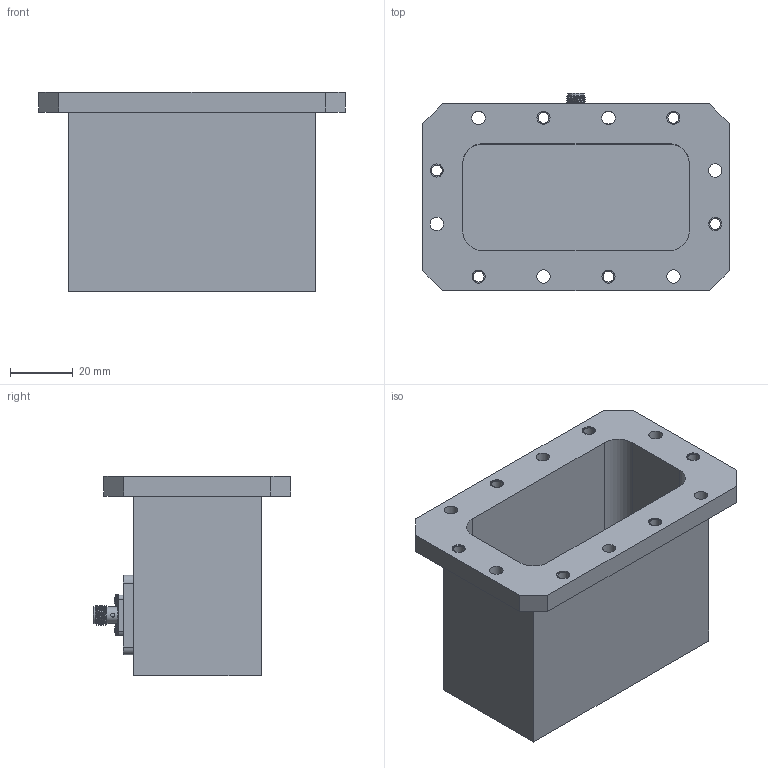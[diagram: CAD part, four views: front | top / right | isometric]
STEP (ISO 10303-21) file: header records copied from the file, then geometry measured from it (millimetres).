
FILE_DESCRIPTION (( 'STEP AP203' ), '1' );
FILE_NAME ('FMWCA9834_3D.step', '2022-03-16T17:43:11', ( '' ), ( '' ), 'SwSTEP 2.0', 'SolidWorks 2021', '' );
FILE_SCHEMA (( 'CONFIG_CONTROL_DESIGN' ));
Length unit declared in the file: inch
Products named in the file (1): FMWCA9834_3D
Bounding box: 97.64 x 62.94 x 63.5 mm (x, y, z)
Volume: 73293.8 mm3; surface area: 40684.1 mm2
Topology: 1 solids, 5 shells, 272 faces, 709 edges, 477 vertices
Faces by surface type: plane 123, cylinder 104, bspline 23, cone 21, torus 1
Full cylindrical faces by diameter (mm): 1.016 x1, 1.27 x2, 3.454 x6, 3.616 x4, 4.166 x12, 4.293 x6, 4.597 x1, 5.359 x2
Entity records: 12025 total; most frequent: CARTESIAN_POINT 6061, ORIENTED_EDGE 1272, DIRECTION 1040, EDGE_CURVE 636, VERTEX_POINT 452, AXIS2_PLACEMENT_3D 398, EDGE_LOOP 372, FACE_OUTER_BOUND 314
